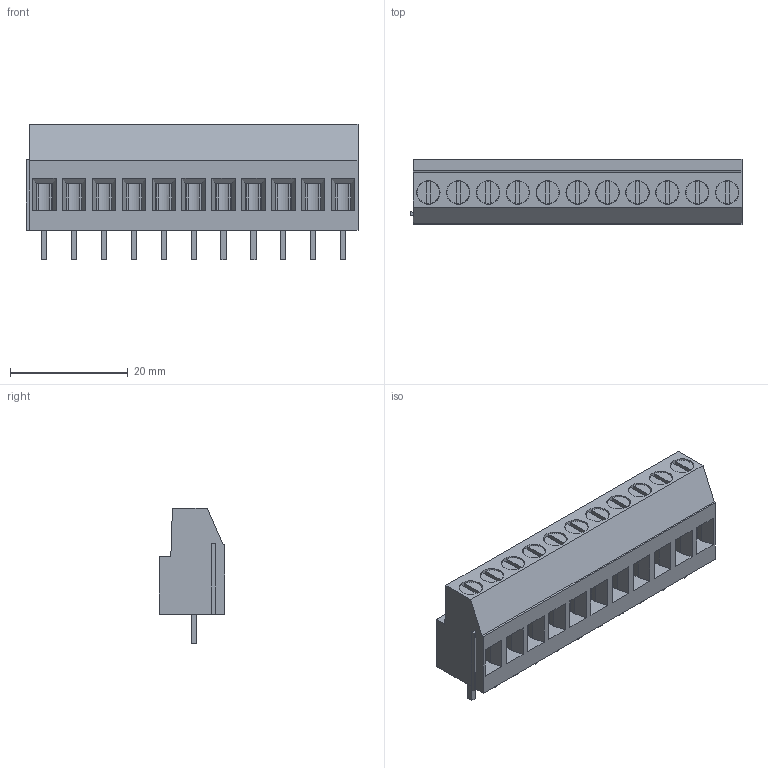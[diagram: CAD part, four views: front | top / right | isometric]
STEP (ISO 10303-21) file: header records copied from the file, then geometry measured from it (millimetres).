
FILE_DESCRIPTION(/* description */ ('model of TerminalBlock_Phoenix_MKDS-3-11-5.08_1x11_P5.08mm_Horizontal'),/* implementation_level */ '2;1');
FILE_NAME(/* name */ 'TerminalBlock_Phoenix_MKDS-3-11-5.08_1x11_P5.08mm_Horizontal.step',/* time_stamp */ '1970-01-01T00:00:00',/* author */ ('KiCAD','kicad'),/* organization */ ('OCCT'),/* preprocessor_version */ '',/* originating_system */ 'KiCAD',/* authorisation */ '');
FILE_SCHEMA(('AUTOMOTIVE_DESIGN { 1 0 10303 214 1 1 1 1 }'));
Length unit declared in the file: millimetre
Products named in the file (1): TerminalBlock_Phoenix_MKDS-3-11-5.08_1x11_P5.08mm_Horizontal
Bounding box: 56.45 x 11.2 x 23 mm (x, y, z)
Volume: 8370.7 mm3; surface area: 8228.3 mm2
Topology: 1 solids, 1 shells, 447 faces, 1137 edges, 714 vertices
Faces by surface type: plane 392, bspline 33, cylinder 22
Full cylindrical faces by diameter (mm): 3.8 x11, 4 x11
Entity records: 8342 total; most frequent: ORIENTED_EDGE 1845, CARTESIAN_POINT 1143, EDGE_CURVE 1137, LINE 717, VERTEX_POINT 714, FACE_BOUND 491, EDGE_LOOP 491, ADVANCED_FACE 447
